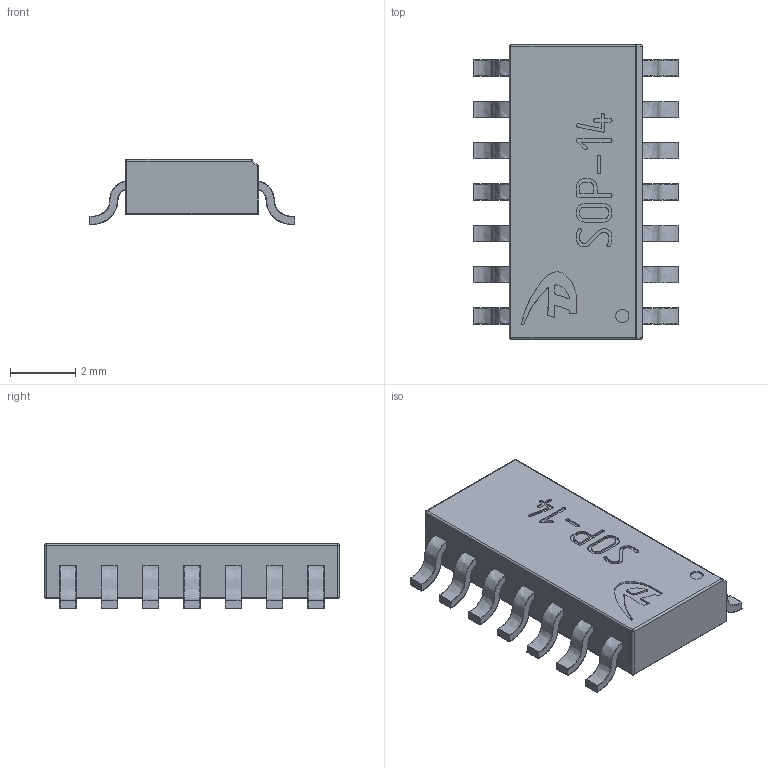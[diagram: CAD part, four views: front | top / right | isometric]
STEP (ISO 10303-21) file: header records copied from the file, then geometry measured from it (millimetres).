
FILE_DESCRIPTION(('STEP AP242'), '1');
FILE_NAME('SOP-14', '', ('UNSPECIFIED'), ('UNSPECIFIED'), 'C3D Converter', 'C3D Toolkit', '');
FILE_SCHEMA(('AP242_MANAGED_MODEL_BASED_3D_ENGINEERING_MIM_LF { 1 0 10303 442 1 1 4 }'));
Length unit declared in the file: millimetre
Bounding box: 6.31 x 9.04 x 2 mm (x, y, z)
Volume: 64.2 mm3; surface area: 154.7 mm2
Topology: 1 solids, 8 shells, 434 faces, 1088 edges, 616 vertices
Faces by surface type: bspline 170, plane 116, extrusion 93, cylinder 45, sphere 10
Full cylindrical faces by diameter (mm): 0.4 x1
Entity records: 40138 total; most frequent: CARTESIAN_POINT 27886, ORIENTED_EDGE 1980, DIRECTION 1295, EDGE_CURVE 1018, VERTEX_POINT 614, VECTOR 551, LINE 458, EDGE_LOOP 455
